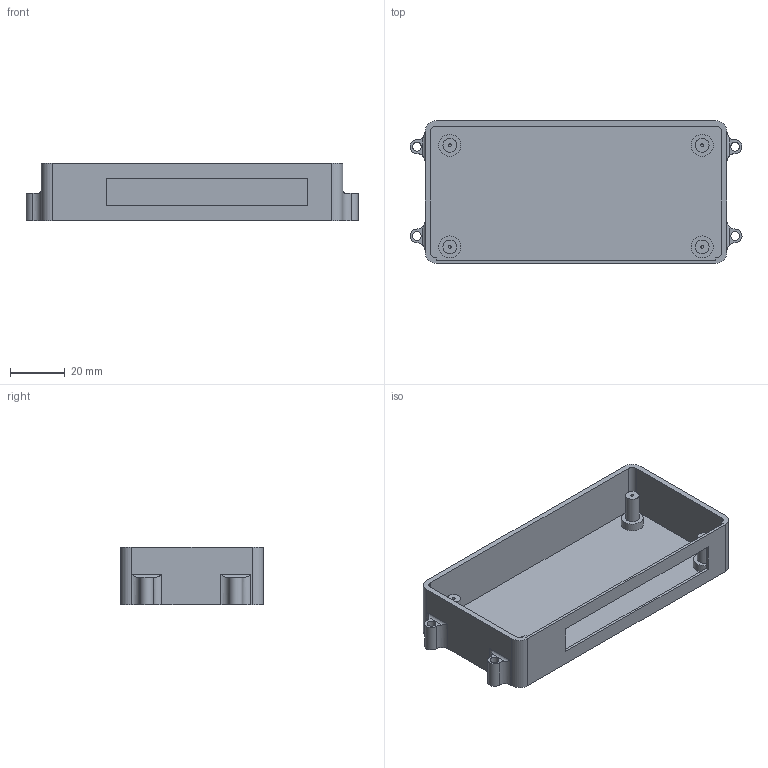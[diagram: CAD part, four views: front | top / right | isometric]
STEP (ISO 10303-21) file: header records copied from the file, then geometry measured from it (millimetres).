
FILE_DESCRIPTION(/* description */ (''),/* implementation_level */ '2;1');
FILE_NAME(/* name */ 'Box.step',/* time_stamp */ '2020-03-31T23:38:54+01:00',/* author */ (''),/* organization */ (''),/* preprocessor_version */ 'ST-DEVELOPER v18',/* originating_system */ 'Autodesk Translation Framework v8.12.0.6',/* authorisation */ '');
FILE_SCHEMA (('AUTOMOTIVE_DESIGN { 1 0 10303 214 3 1 1 }'));
Length unit declared in the file: millimetre
Products named in the file (1): Box
Bounding box: 120.98 x 52 x 21 mm (x, y, z)
Volume: 22765.1 mm3; surface area: 24333.9 mm2
Topology: 1 solids, 1 shells, 77 faces, 184 edges, 122 vertices
Faces by surface type: cylinder 40, plane 37
Full cylindrical faces by diameter (mm): 1 x4, 3.2 x4, 5 x4, 8 x4
Entity records: 2357 total; most frequent: CARTESIAN_POINT 450, DIRECTION 404, ORIENTED_EDGE 368, EDGE_CURVE 184, AXIS2_PLACEMENT_3D 150, VERTEX_POINT 122, LINE 104, VECTOR 104
